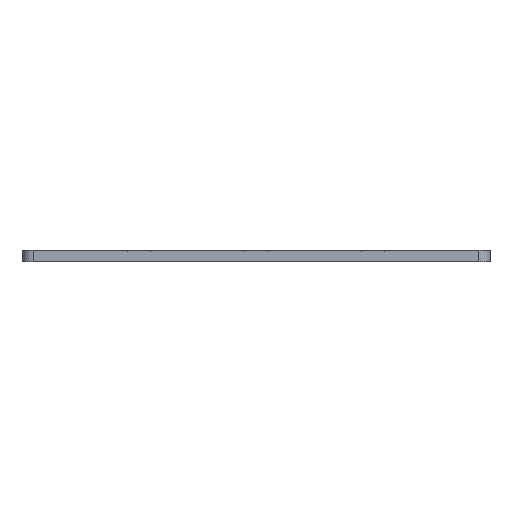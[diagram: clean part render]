
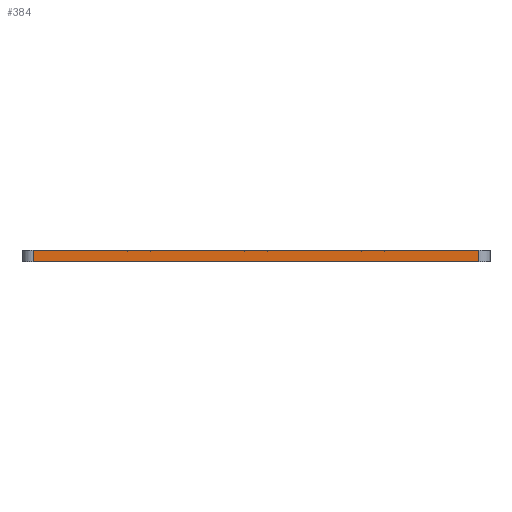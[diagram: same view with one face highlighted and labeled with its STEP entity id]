
A CAD part, front view. The second image highlights one B-rep face of the part: STEP entity #384.
In plain terms, the highlighted planar face has unit normal (0, -1, 0).
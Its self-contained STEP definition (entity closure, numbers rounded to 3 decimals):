
#384=ADVANCED_FACE('',(#898),#7522,.T.);
#898=FACE_OUTER_BOUND('',#1384,.T.);
#1384=EDGE_LOOP('',(#3208,#3209,#3210,#3211));
#3208=ORIENTED_EDGE('',*,*,#4735,.F.);
#3209=ORIENTED_EDGE('',*,*,#4736,.F.);
#3210=ORIENTED_EDGE('',*,*,#4737,.F.);
#3211=ORIENTED_EDGE('',*,*,#3790,.F.);
#3790=EDGE_CURVE('',#6424,#6425,#5622,.T.);
#4735=EDGE_CURVE('',#7022,#6424,#6291,.T.);
#4736=EDGE_CURVE('',#7023,#7022,#6292,.T.);
#4737=EDGE_CURVE('',#6425,#7023,#6293,.T.);
#5622=B_SPLINE_CURVE_WITH_KNOTS('',1,(#12438,#12439),.UNSPECIFIED.,.F.,
 .F.,(2,2),(0.,160.),.UNSPECIFIED.);
#6291=B_SPLINE_CURVE_WITH_KNOTS('',1,(#14604,#14605),.UNSPECIFIED.,.F.,
 .F.,(2,2),(-4.15,0.),.UNSPECIFIED.);
#6292=B_SPLINE_CURVE_WITH_KNOTS('',1,(#14606,#14607),.UNSPECIFIED.,.F.,
 .F.,(2,2),(-160.,0.),.UNSPECIFIED.);
#6293=B_SPLINE_CURVE_WITH_KNOTS('',1,(#14608,#14609),.UNSPECIFIED.,.F.,
 .F.,(2,2),(-4.15,0.),.UNSPECIFIED.);
#6424=VERTEX_POINT('',#11750);
#6425=VERTEX_POINT('',#11751);
#7022=VERTEX_POINT('',#12348);
#7023=VERTEX_POINT('',#12349);
#7522=PLANE('',#7932);
#7932=AXIS2_PLACEMENT_3D('',#11318,#8625,$);
#8625=DIRECTION('',(0.,-1.,0.));
#11318=CARTESIAN_POINT('',(159.,-21.,-0.415));
#11750=CARTESIAN_POINT('',(143.,-21.,0.));
#11751=CARTESIAN_POINT('',(-17.,-21.,0.));
#12348=CARTESIAN_POINT('',(143.,-21.,4.15));
#12349=CARTESIAN_POINT('',(-17.,-21.,4.15));
#12438=CARTESIAN_POINT('',(143.,-21.,0.));
#12439=CARTESIAN_POINT('',(-17.,-21.,0.));
#14604=CARTESIAN_POINT('',(143.,-21.,4.15));
#14605=CARTESIAN_POINT('',(143.,-21.,0.));
#14606=CARTESIAN_POINT('',(-17.,-21.,4.15));
#14607=CARTESIAN_POINT('',(143.,-21.,4.15));
#14608=CARTESIAN_POINT('',(-17.,-21.,0.));
#14609=CARTESIAN_POINT('',(-17.,-21.,4.15));
